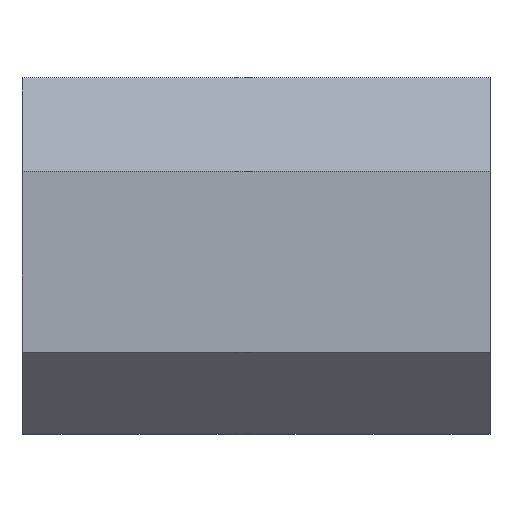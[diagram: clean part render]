
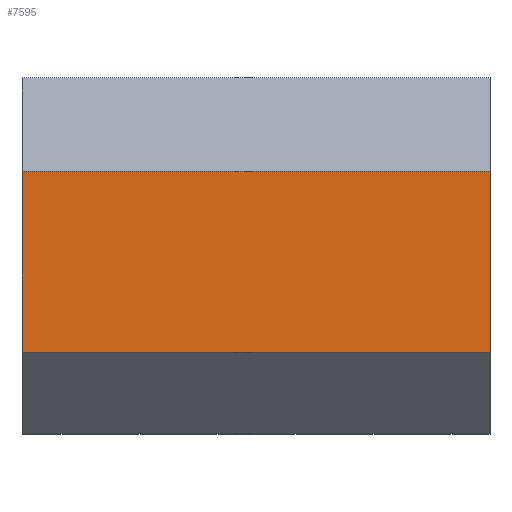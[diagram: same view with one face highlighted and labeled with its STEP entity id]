
A CAD part, top view. The second image highlights one B-rep face of the part: STEP entity #7595.
In plain terms, the highlighted planar face has unit normal (0, 0, 1).
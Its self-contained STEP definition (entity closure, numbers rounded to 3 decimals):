
#6384 = PLANE('',#6385);
#6385 = AXIS2_PLACEMENT_3D('',#6386,#6387,#6388);
#6386 = CARTESIAN_POINT('',(13.75,1.731,5.523));
#6387 = DIRECTION('',(1.,0.,0.));
#6388 = DIRECTION('',(0.,0.,1.));
#6438 = PLANE('',#6439);
#6439 = AXIS2_PLACEMENT_3D('',#6440,#6441,#6442);
#6440 = CARTESIAN_POINT('',(-1.25,1.731,5.523));
#6441 = DIRECTION('',(1.,0.,0.));
#6442 = DIRECTION('',(0.,0.,1.));
#6569 = PLANE('',#6570);
#6570 = AXIS2_PLACEMENT_3D('',#6571,#6572,#6573);
#6571 = CARTESIAN_POINT('',(-1.25,8.4,8.5));
#6572 = DIRECTION('',(0.,-0.447,-0.894));
#6573 = DIRECTION('',(0.,-0.894,0.447));
#6608 = VERTEX_POINT('',#6609);
#6609 = CARTESIAN_POINT('',(-1.25,5.4,10.));
#6630 = EDGE_CURVE('',#6608,#6631,#6633,.T.);
#6631 = VERTEX_POINT('',#6632);
#6632 = CARTESIAN_POINT('',(-1.25,-0.4,10.));
#6633 = SURFACE_CURVE('',#6634,(#6638,#6645),.PCURVE_S1.);
#6634 = LINE('',#6635,#6636);
#6635 = CARTESIAN_POINT('',(-1.25,5.4,10.));
#6636 = VECTOR('',#6637,1.);
#6637 = DIRECTION('',(0.,-1.,0.));
#6638 = PCURVE('',#6438,#6639);
#6639 = DEFINITIONAL_REPRESENTATION('',(#6640),#6644);
#6640 = LINE('',#6641,#6642);
#6641 = CARTESIAN_POINT('',(4.477,-3.669));
#6642 = VECTOR('',#6643,1.);
#6643 = DIRECTION('',(0.,1.));
#6644 = ( GEOMETRIC_REPRESENTATION_CONTEXT(2) 
PARAMETRIC_REPRESENTATION_CONTEXT() REPRESENTATION_CONTEXT('2D SPACE',''
  ) );
#6645 = PCURVE('',#6646,#6651);
#6646 = PLANE('',#6647);
#6647 = AXIS2_PLACEMENT_3D('',#6648,#6649,#6650);
#6648 = CARTESIAN_POINT('',(-1.25,5.4,10.));
#6649 = DIRECTION('',(0.,0.,-1.));
#6650 = DIRECTION('',(0.,-1.,0.));
#6651 = DEFINITIONAL_REPRESENTATION('',(#6652),#6656);
#6652 = LINE('',#6653,#6654);
#6653 = CARTESIAN_POINT('',(0.,-0.));
#6654 = VECTOR('',#6655,1.);
#6655 = DIRECTION('',(1.,0.));
#6656 = ( GEOMETRIC_REPRESENTATION_CONTEXT(2) 
PARAMETRIC_REPRESENTATION_CONTEXT() REPRESENTATION_CONTEXT('2D SPACE',''
  ) );
#6674 = PLANE('',#6675);
#6675 = AXIS2_PLACEMENT_3D('',#6676,#6677,#6678);
#6676 = CARTESIAN_POINT('',(-1.25,-0.4,10.));
#6677 = DIRECTION('',(0.,0.707,-0.707));
#6678 = DIRECTION('',(0.,-0.707,-0.707));
#6770 = VERTEX_POINT('',#6771);
#6771 = CARTESIAN_POINT('',(13.75,5.4,10.));
#6792 = EDGE_CURVE('',#6770,#6793,#6795,.T.);
#6793 = VERTEX_POINT('',#6794);
#6794 = CARTESIAN_POINT('',(13.75,-0.4,10.));
#6795 = SURFACE_CURVE('',#6796,(#6800,#6807),.PCURVE_S1.);
#6796 = LINE('',#6797,#6798);
#6797 = CARTESIAN_POINT('',(13.75,5.4,10.));
#6798 = VECTOR('',#6799,1.);
#6799 = DIRECTION('',(0.,-1.,0.));
#6800 = PCURVE('',#6384,#6801);
#6801 = DEFINITIONAL_REPRESENTATION('',(#6802),#6806);
#6802 = LINE('',#6803,#6804);
#6803 = CARTESIAN_POINT('',(4.477,-3.669));
#6804 = VECTOR('',#6805,1.);
#6805 = DIRECTION('',(0.,1.));
#6806 = ( GEOMETRIC_REPRESENTATION_CONTEXT(2) 
PARAMETRIC_REPRESENTATION_CONTEXT() REPRESENTATION_CONTEXT('2D SPACE',''
  ) );
#6807 = PCURVE('',#6646,#6808);
#6808 = DEFINITIONAL_REPRESENTATION('',(#6809),#6813);
#6809 = LINE('',#6810,#6811);
#6810 = CARTESIAN_POINT('',(0.,-15.));
#6811 = VECTOR('',#6812,1.);
#6812 = DIRECTION('',(1.,0.));
#6813 = ( GEOMETRIC_REPRESENTATION_CONTEXT(2) 
PARAMETRIC_REPRESENTATION_CONTEXT() REPRESENTATION_CONTEXT('2D SPACE',''
  ) );
#7574 = EDGE_CURVE('',#6608,#6770,#7575,.T.);
#7575 = SURFACE_CURVE('',#7576,(#7580,#7587),.PCURVE_S1.);
#7576 = LINE('',#7577,#7578);
#7577 = CARTESIAN_POINT('',(-1.25,5.4,10.));
#7578 = VECTOR('',#7579,1.);
#7579 = DIRECTION('',(1.,0.,0.));
#7580 = PCURVE('',#6569,#7581);
#7581 = DEFINITIONAL_REPRESENTATION('',(#7582),#7586);
#7582 = LINE('',#7583,#7584);
#7583 = CARTESIAN_POINT('',(3.354,0.));
#7584 = VECTOR('',#7585,1.);
#7585 = DIRECTION('',(0.,-1.));
#7586 = ( GEOMETRIC_REPRESENTATION_CONTEXT(2) 
PARAMETRIC_REPRESENTATION_CONTEXT() REPRESENTATION_CONTEXT('2D SPACE',''
  ) );
#7587 = PCURVE('',#6646,#7588);
#7588 = DEFINITIONAL_REPRESENTATION('',(#7589),#7593);
#7589 = LINE('',#7590,#7591);
#7590 = CARTESIAN_POINT('',(0.,-0.));
#7591 = VECTOR('',#7592,1.);
#7592 = DIRECTION('',(0.,-1.));
#7593 = ( GEOMETRIC_REPRESENTATION_CONTEXT(2) 
PARAMETRIC_REPRESENTATION_CONTEXT() REPRESENTATION_CONTEXT('2D SPACE',''
  ) );
#7595 = ADVANCED_FACE('',(#7596),#6646,.F.);
#7596 = FACE_BOUND('',#7597,.F.);
#7597 = EDGE_LOOP('',(#7598,#7599,#7600,#7621));
#7598 = ORIENTED_EDGE('',*,*,#7574,.T.);
#7599 = ORIENTED_EDGE('',*,*,#6792,.T.);
#7600 = ORIENTED_EDGE('',*,*,#7601,.F.);
#7601 = EDGE_CURVE('',#6631,#6793,#7602,.T.);
#7602 = SURFACE_CURVE('',#7603,(#7607,#7614),.PCURVE_S1.);
#7603 = LINE('',#7604,#7605);
#7604 = CARTESIAN_POINT('',(-1.25,-0.4,10.));
#7605 = VECTOR('',#7606,1.);
#7606 = DIRECTION('',(1.,0.,0.));
#7607 = PCURVE('',#6646,#7608);
#7608 = DEFINITIONAL_REPRESENTATION('',(#7609),#7613);
#7609 = LINE('',#7610,#7611);
#7610 = CARTESIAN_POINT('',(5.8,0.));
#7611 = VECTOR('',#7612,1.);
#7612 = DIRECTION('',(0.,-1.));
#7613 = ( GEOMETRIC_REPRESENTATION_CONTEXT(2) 
PARAMETRIC_REPRESENTATION_CONTEXT() REPRESENTATION_CONTEXT('2D SPACE',''
  ) );
#7614 = PCURVE('',#6674,#7615);
#7615 = DEFINITIONAL_REPRESENTATION('',(#7616),#7620);
#7616 = LINE('',#7617,#7618);
#7617 = CARTESIAN_POINT('',(0.,0.));
#7618 = VECTOR('',#7619,1.);
#7619 = DIRECTION('',(0.,-1.));
#7620 = ( GEOMETRIC_REPRESENTATION_CONTEXT(2) 
PARAMETRIC_REPRESENTATION_CONTEXT() REPRESENTATION_CONTEXT('2D SPACE',''
  ) );
#7621 = ORIENTED_EDGE('',*,*,#6630,.F.);
